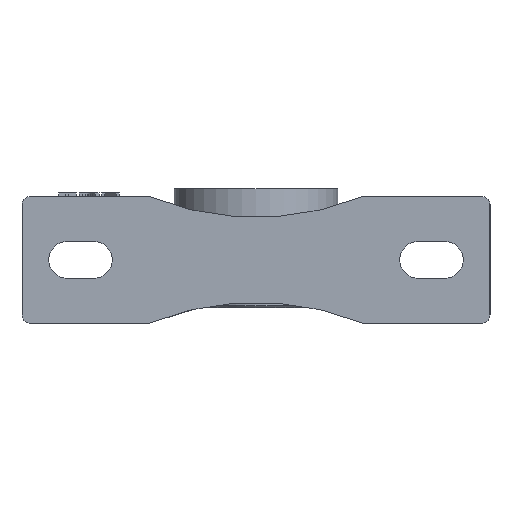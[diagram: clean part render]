
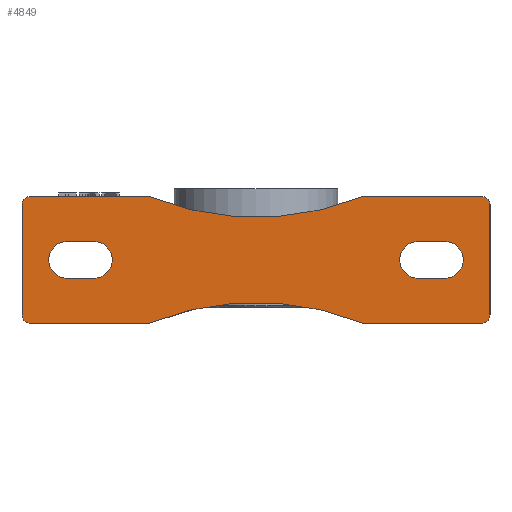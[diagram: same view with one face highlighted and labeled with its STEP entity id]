
A CAD part, front view. The second image highlights one B-rep face of the part: STEP entity #4849.
In plain terms, the highlighted face is planar.
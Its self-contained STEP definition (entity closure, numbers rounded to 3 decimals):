
#430=CIRCLE('',#5099,0.254);
#431=CIRCLE('',#5105,8.391);
#434=CIRCLE('',#5113,0.254);
#435=CIRCLE('',#5119,8.391);
#481=CIRCLE('',#5200,0.254);
#484=CIRCLE('',#5207,0.254);
#485=CIRCLE('',#5209,0.254);
#486=CIRCLE('',#5210,0.254);
#487=CIRCLE('',#5211,0.254);
#488=CIRCLE('',#5212,0.254);
#489=CIRCLE('',#5213,0.55);
#490=CIRCLE('',#5214,0.55);
#491=CIRCLE('',#5215,0.55);
#492=CIRCLE('',#5216,0.55);
#904=VERTEX_POINT('',#8599);
#905=VERTEX_POINT('',#8601);
#906=VERTEX_POINT('',#8639);
#909=VERTEX_POINT('',#8683);
#917=VERTEX_POINT('',#8943);
#918=VERTEX_POINT('',#8945);
#919=VERTEX_POINT('',#8949);
#922=VERTEX_POINT('',#8993);
#973=VERTEX_POINT('',#9685);
#974=VERTEX_POINT('',#9687);
#977=VERTEX_POINT('',#9700);
#978=VERTEX_POINT('',#9702);
#979=VERTEX_POINT('',#9706);
#980=VERTEX_POINT('',#9709);
#981=VERTEX_POINT('',#9712);
#982=VERTEX_POINT('',#9714);
#983=VERTEX_POINT('',#9717);
#984=VERTEX_POINT('',#9718);
#985=VERTEX_POINT('',#9720);
#986=VERTEX_POINT('',#9722);
#987=VERTEX_POINT('',#9725);
#988=VERTEX_POINT('',#9726);
#989=VERTEX_POINT('',#9728);
#990=VERTEX_POINT('',#9730);
#1347=VECTOR('',#5701,1.);
#1352=VECTOR('',#5732,1.);
#1383=VECTOR('',#5923,1.);
#1387=VECTOR('',#5946,1.);
#1388=VECTOR('',#5947,1.);
#1389=VECTOR('',#5952,1.);
#1390=VECTOR('',#5957,1.);
#1391=VECTOR('',#5960,1.);
#1392=VECTOR('',#5963,1.);
#1393=VECTOR('',#5966,1.);
#1663=LINE('',#8600,#1347);
#1668=LINE('',#8944,#1352);
#1699=LINE('',#9686,#1383);
#1703=LINE('',#9707,#1387);
#1704=LINE('',#9708,#1388);
#1705=LINE('',#9713,#1389);
#1706=LINE('',#9719,#1390);
#1707=LINE('',#9723,#1391);
#1708=LINE('',#9727,#1392);
#1709=LINE('',#9731,#1393);
#2078=EDGE_CURVE('',#905,#904,#1663,.T.);
#2082=EDGE_CURVE('',#906,#904,#430,.T.);
#2088=EDGE_CURVE('',#906,#909,#431,.T.);
#2101=EDGE_CURVE('',#918,#917,#1668,.T.);
#2104=EDGE_CURVE('',#919,#917,#434,.T.);
#2110=EDGE_CURVE('',#922,#919,#435,.T.);
#2201=EDGE_CURVE('',#974,#973,#1699,.T.);
#2203=EDGE_CURVE('',#905,#973,#481,.T.);
#2207=EDGE_CURVE('',#977,#978,#484,.T.);
#2209=EDGE_CURVE('',#979,#909,#485,.T.);
#2210=EDGE_CURVE('',#978,#979,#1703,.T.);
#2211=EDGE_CURVE('',#980,#977,#1704,.T.);
#2212=EDGE_CURVE('',#918,#980,#486,.T.);
#2213=EDGE_CURVE('',#981,#922,#487,.T.);
#2214=EDGE_CURVE('',#982,#981,#1705,.T.);
#2215=EDGE_CURVE('',#974,#982,#488,.T.);
#2216=EDGE_CURVE('',#983,#984,#489,.T.);
#2217=EDGE_CURVE('',#984,#985,#1706,.T.);
#2218=EDGE_CURVE('',#985,#986,#490,.T.);
#2219=EDGE_CURVE('',#986,#983,#1707,.T.);
#2220=EDGE_CURVE('',#987,#988,#491,.T.);
#2221=EDGE_CURVE('',#988,#989,#1708,.T.);
#2222=EDGE_CURVE('',#989,#990,#492,.T.);
#2223=EDGE_CURVE('',#990,#987,#1709,.T.);
#3177=ORIENTED_EDGE('',*,*,#2203,.F.);
#3178=ORIENTED_EDGE('',*,*,#2078,.T.);
#3179=ORIENTED_EDGE('',*,*,#2082,.F.);
#3180=ORIENTED_EDGE('',*,*,#2088,.T.);
#3181=ORIENTED_EDGE('',*,*,#2209,.F.);
#3182=ORIENTED_EDGE('',*,*,#2210,.F.);
#3183=ORIENTED_EDGE('',*,*,#2207,.F.);
#3184=ORIENTED_EDGE('',*,*,#2211,.F.);
#3185=ORIENTED_EDGE('',*,*,#2212,.F.);
#3186=ORIENTED_EDGE('',*,*,#2101,.T.);
#3187=ORIENTED_EDGE('',*,*,#2104,.F.);
#3188=ORIENTED_EDGE('',*,*,#2110,.F.);
#3189=ORIENTED_EDGE('',*,*,#2213,.F.);
#3190=ORIENTED_EDGE('',*,*,#2214,.F.);
#3191=ORIENTED_EDGE('',*,*,#2215,.F.);
#3192=ORIENTED_EDGE('',*,*,#2201,.T.);
#3193=ORIENTED_EDGE('',*,*,#2216,.T.);
#3194=ORIENTED_EDGE('',*,*,#2217,.T.);
#3195=ORIENTED_EDGE('',*,*,#2218,.T.);
#3196=ORIENTED_EDGE('',*,*,#2219,.T.);
#3197=ORIENTED_EDGE('',*,*,#2220,.T.);
#3198=ORIENTED_EDGE('',*,*,#2221,.T.);
#3199=ORIENTED_EDGE('',*,*,#2222,.T.);
#3200=ORIENTED_EDGE('',*,*,#2223,.T.);
#4144=EDGE_LOOP('',(#3177,#3178,#3179,#3180,#3181,#3182,#3183,#3184,#3185,
#3186,#3187,#3188,#3189,#3190,#3191,#3192));
#4145=EDGE_LOOP('',(#3193,#3194,#3195,#3196));
#4146=EDGE_LOOP('',(#3197,#3198,#3199,#3200));
#4500=FACE_BOUND('',#4144,.T.);
#4501=FACE_BOUND('',#4145,.T.);
#4502=FACE_BOUND('',#4146,.T.);
#4849=ADVANCED_FACE('',(#4500,#4501,#4502),#11472,.F.);
#5099=AXIS2_PLACEMENT_3D('',#8640,#5706,#5707);
#5105=AXIS2_PLACEMENT_3D('',#8684,#5718,#5719);
#5113=AXIS2_PLACEMENT_3D('',#8950,#5737,#5738);
#5119=AXIS2_PLACEMENT_3D('',#8994,#5749,#5750);
#5200=AXIS2_PLACEMENT_3D('',#9690,#5927,#5928);
#5207=AXIS2_PLACEMENT_3D('',#9701,#5940,#5941);
#5208=AXIS2_PLACEMENT_3D('',#9704,#5943,$);
#5209=AXIS2_PLACEMENT_3D('',#9705,#5944,#5945);
#5210=AXIS2_PLACEMENT_3D('',#9710,#5948,#5949);
#5211=AXIS2_PLACEMENT_3D('',#9711,#5950,#5951);
#5212=AXIS2_PLACEMENT_3D('',#9715,#5953,#5954);
#5213=AXIS2_PLACEMENT_3D('',#9716,#5955,#5956);
#5214=AXIS2_PLACEMENT_3D('',#9721,#5958,#5959);
#5215=AXIS2_PLACEMENT_3D('',#9724,#5961,#5962);
#5216=AXIS2_PLACEMENT_3D('',#9729,#5964,#5965);
#5701=DIRECTION('',(0.,-1.,0.));
#5706=DIRECTION('',(0.,0.,1.));
#5707=DIRECTION('',(0.249,-0.048,0.));
#5718=DIRECTION('',(0.,0.,1.));
#5719=DIRECTION('',(8.391,0.,0.));
#5732=DIRECTION('',(0.,1.,0.));
#5737=DIRECTION('',(0.,0.,1.));
#5738=DIRECTION('',(-0.249,0.048,0.));
#5749=DIRECTION('',(0.,0.,-1.));
#5750=DIRECTION('',(-8.391,0.,0.));
#5923=DIRECTION('',(1.,0.,0.));
#5927=DIRECTION('',(0.,0.,1.));
#5928=DIRECTION('',(0.18,0.18,0.));
#5940=DIRECTION('',(0.,0.,1.));
#5941=DIRECTION('',(0.18,-0.18,0.));
#5943=DIRECTION('',(0.,0.,1.));
#5944=DIRECTION('',(0.,0.,1.));
#5945=DIRECTION('',(0.249,0.048,0.));
#5946=DIRECTION('',(0.,1.,0.));
#5947=DIRECTION('',(1.,0.,0.));
#5948=DIRECTION('',(0.,0.,1.));
#5949=DIRECTION('',(-0.18,-0.18,0.));
#5950=DIRECTION('',(0.,0.,1.));
#5951=DIRECTION('',(-0.249,-0.048,0.));
#5952=DIRECTION('',(0.,-1.,0.));
#5953=DIRECTION('',(0.,0.,1.));
#5954=DIRECTION('',(-0.18,0.18,0.));
#5955=DIRECTION('',(0.,0.,1.));
#5956=DIRECTION('',(-0.55,0.,0.));
#5957=DIRECTION('',(0.,-1.,0.));
#5958=DIRECTION('',(0.,0.,1.));
#5959=DIRECTION('',(-0.55,0.,0.));
#5960=DIRECTION('',(0.,1.,0.));
#5961=DIRECTION('',(0.,0.,1.));
#5962=DIRECTION('',(0.55,0.,0.));
#5963=DIRECTION('',(0.,-1.,0.));
#5964=DIRECTION('',(0.,0.,1.));
#5965=DIRECTION('',(0.55,0.,0.));
#5966=DIRECTION('',(0.,1.,0.));
#8599=CARTESIAN_POINT('',(1.9,3.24,0.));
#8600=CARTESIAN_POINT('',(1.9,7.,0.));
#8601=CARTESIAN_POINT('',(1.9,6.746,0.));
#8639=CARTESIAN_POINT('',(1.881,3.145,0.));
#8640=CARTESIAN_POINT('',(1.646,3.24,0.));
#8683=CARTESIAN_POINT('',(1.881,-3.145,0.));
#8684=CARTESIAN_POINT('',(9.661,0.,0.));
#8943=CARTESIAN_POINT('',(-1.9,-3.24,0.));
#8944=CARTESIAN_POINT('',(-1.9,-7.,0.));
#8945=CARTESIAN_POINT('',(-1.9,-6.746,0.));
#8949=CARTESIAN_POINT('',(-1.881,-3.145,0.));
#8950=CARTESIAN_POINT('',(-1.646,-3.24,0.));
#8993=CARTESIAN_POINT('',(-1.881,3.145,0.));
#8994=CARTESIAN_POINT('',(-9.661,0.,0.));
#9685=CARTESIAN_POINT('',(1.646,7.,0.));
#9686=CARTESIAN_POINT('',(0.,7.,0.));
#9687=CARTESIAN_POINT('',(-1.646,7.,0.));
#9690=CARTESIAN_POINT('',(1.646,6.746,0.));
#9700=CARTESIAN_POINT('',(1.646,-7.,0.));
#9701=CARTESIAN_POINT('',(1.646,-6.746,0.));
#9702=CARTESIAN_POINT('',(1.9,-6.746,0.));
#9704=CARTESIAN_POINT('',(0.854,-3.622,0.));
#9705=CARTESIAN_POINT('',(1.646,-3.24,0.));
#9706=CARTESIAN_POINT('',(1.9,-3.24,0.));
#9707=CARTESIAN_POINT('',(1.9,-7.,0.));
#9708=CARTESIAN_POINT('',(0.,-7.,0.));
#9709=CARTESIAN_POINT('',(-1.646,-7.,0.));
#9710=CARTESIAN_POINT('',(-1.646,-6.746,0.));
#9711=CARTESIAN_POINT('',(-1.646,3.24,0.));
#9712=CARTESIAN_POINT('',(-1.9,3.24,0.));
#9713=CARTESIAN_POINT('',(-1.9,7.,0.));
#9714=CARTESIAN_POINT('',(-1.9,6.746,0.));
#9715=CARTESIAN_POINT('',(-1.646,6.746,0.));
#9716=CARTESIAN_POINT('',(0.,5.65,0.));
#9717=CARTESIAN_POINT('',(0.55,5.65,0.));
#9718=CARTESIAN_POINT('',(-0.55,5.65,0.));
#9719=CARTESIAN_POINT('',(-0.55,0.814,0.));
#9720=CARTESIAN_POINT('',(-0.55,4.85,0.));
#9721=CARTESIAN_POINT('',(0.,4.85,0.));
#9722=CARTESIAN_POINT('',(0.55,4.85,0.));
#9723=CARTESIAN_POINT('',(0.55,0.814,0.));
#9724=CARTESIAN_POINT('',(0.,-4.85,0.));
#9725=CARTESIAN_POINT('',(0.55,-4.85,0.));
#9726=CARTESIAN_POINT('',(-0.55,-4.85,0.));
#9727=CARTESIAN_POINT('',(-0.55,-4.436,0.));
#9728=CARTESIAN_POINT('',(-0.55,-5.65,0.));
#9729=CARTESIAN_POINT('',(0.,-5.65,0.));
#9730=CARTESIAN_POINT('',(0.55,-5.65,0.));
#9731=CARTESIAN_POINT('',(0.55,-4.436,0.));
#11472=PLANE('',#5208);
